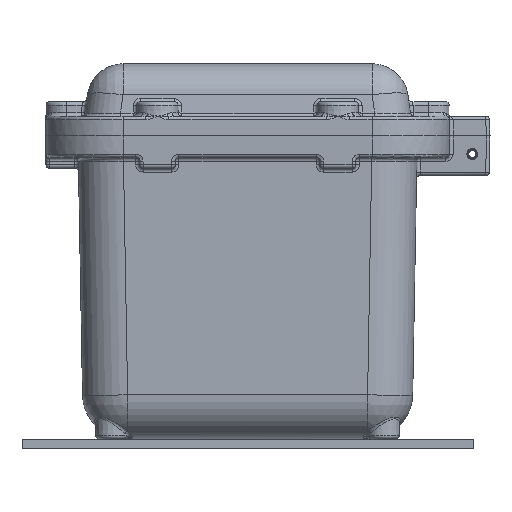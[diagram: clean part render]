
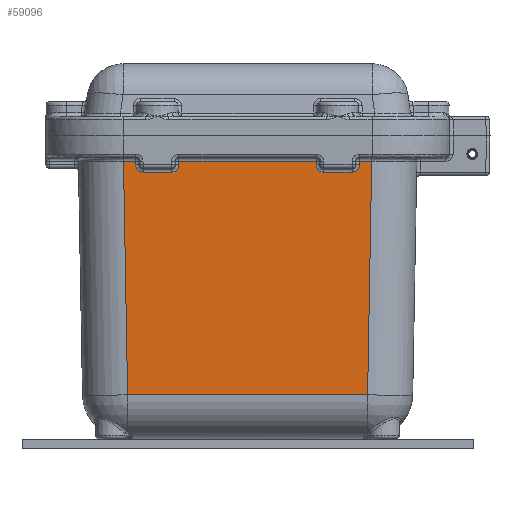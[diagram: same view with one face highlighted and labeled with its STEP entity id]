
A CAD part, front view. The second image highlights one B-rep face of the part: STEP entity #59096.
In plain terms, the highlighted planar face has unit normal (0, -1, -0.018).
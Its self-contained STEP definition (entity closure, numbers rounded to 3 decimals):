
#50453=CARTESIAN_POINT('',(-61.965,-193.756,-13.965));
#50454=VERTEX_POINT('',#50453);
#50479=CARTESIAN_POINT('',(-68.76,-193.756,-13.965));
#50480=VERTEX_POINT('',#50479);
#50488=CARTESIAN_POINT('',(-68.76,-193.756,-13.965));
#50489=DIRECTION('',(1.0,0.0,0.0));
#50490=VECTOR('',#50489,6.795);
#50491=LINE('',#50488,#50490);
#50492=EDGE_CURVE('',#50480,#50454,#50491,.T.);
#51041=CARTESIAN_POINT('',(-61.929,-193.72,-16.035));
#51042=VERTEX_POINT('',#51041);
#51050=CARTESIAN_POINT('',(-57.93,-193.652,-19.965));
#51051=VERTEX_POINT('',#51050);
#51052=CARTESIAN_POINT('',(-57.93,-193.721,-15.965));
#51053=DIRECTION('',(0.,-1.,-0.017));
#51054=DIRECTION('',(0.,0.017,-1.));
#51055=AXIS2_PLACEMENT_3D('',#51052,#51053,#51054);
#51056=ELLIPSE('',#51055,4.001,4.0);
#51057=EDGE_CURVE('',#51042,#51051,#51056,.T.);
#51075=CARTESIAN_POINT('',(-61.965,-193.756,-13.965));
#51076=DIRECTION('',(0.017,0.017,-1.));
#51077=VECTOR('',#51076,2.07);
#51078=LINE('',#51075,#51077);
#51079=EDGE_CURVE('',#50454,#51042,#51078,.T.);
#51287=CARTESIAN_POINT('',(-42.07,-193.652,-19.965));
#51288=VERTEX_POINT('',#51287);
#51289=CARTESIAN_POINT('',(-38.071,-193.72,-16.035));
#51290=VERTEX_POINT('',#51289);
#51291=CARTESIAN_POINT('',(-42.07,-193.721,-15.965));
#51292=DIRECTION('',(0.,-1.,-0.017));
#51293=DIRECTION('',(0.,0.017,-1.));
#51294=AXIS2_PLACEMENT_3D('',#51291,#51292,#51293);
#51295=ELLIPSE('',#51294,4.001,4.);
#51296=EDGE_CURVE('',#51288,#51290,#51295,.T.);
#51461=CARTESIAN_POINT('',(-38.035,-193.756,-13.965));
#51462=VERTEX_POINT('',#51461);
#51517=CARTESIAN_POINT('',(-38.071,-193.72,-16.035));
#51518=DIRECTION('',(0.017,-0.017,1.));
#51519=VECTOR('',#51518,2.07);
#51520=LINE('',#51517,#51519);
#51521=EDGE_CURVE('',#51290,#51462,#51520,.T.);
#51711=CARTESIAN_POINT('',(38.035,-193.756,-13.965));
#51712=VERTEX_POINT('',#51711);
#51736=CARTESIAN_POINT('',(-38.035,-193.756,-13.965));
#51737=DIRECTION('',(1.0,0.0,0.0));
#51738=VECTOR('',#51737,76.069);
#51739=LINE('',#51736,#51738);
#51740=EDGE_CURVE('',#51462,#51712,#51739,.T.);
#51981=CARTESIAN_POINT('',(38.071,-193.72,-16.035));
#51982=VERTEX_POINT('',#51981);
#51990=CARTESIAN_POINT('',(42.07,-193.652,-19.965));
#51991=VERTEX_POINT('',#51990);
#51992=CARTESIAN_POINT('',(42.07,-193.721,-15.965));
#51993=DIRECTION('',(0.0,-1.,-0.017));
#51994=DIRECTION('',(0.,0.017,-1.));
#51995=AXIS2_PLACEMENT_3D('',#51992,#51993,#51994);
#51996=ELLIPSE('',#51995,4.001,4.);
#51997=EDGE_CURVE('',#51982,#51991,#51996,.T.);
#52015=CARTESIAN_POINT('',(38.035,-193.756,-13.965));
#52016=DIRECTION('',(0.017,0.017,-1.));
#52017=VECTOR('',#52016,2.07);
#52018=LINE('',#52015,#52017);
#52019=EDGE_CURVE('',#51712,#51982,#52018,.T.);
#52227=CARTESIAN_POINT('',(57.93,-193.652,-19.965));
#52228=VERTEX_POINT('',#52227);
#52229=CARTESIAN_POINT('',(61.929,-193.72,-16.035));
#52230=VERTEX_POINT('',#52229);
#52231=CARTESIAN_POINT('',(57.93,-193.721,-15.965));
#52232=DIRECTION('',(0.,-1.,-0.017));
#52233=DIRECTION('',(0.,0.017,-1.));
#52234=AXIS2_PLACEMENT_3D('',#52231,#52232,#52233);
#52235=ELLIPSE('',#52234,4.001,4.);
#52236=EDGE_CURVE('',#52228,#52230,#52235,.T.);
#52388=CARTESIAN_POINT('',(61.965,-193.756,-13.965));
#52389=VERTEX_POINT('',#52388);
#52444=CARTESIAN_POINT('',(61.929,-193.72,-16.035));
#52445=DIRECTION('',(0.017,-0.017,1.));
#52446=VECTOR('',#52445,2.07);
#52447=LINE('',#52444,#52446);
#52448=EDGE_CURVE('',#52230,#52389,#52447,.T.);
#52695=CARTESIAN_POINT('',(68.76,-193.756,-13.965));
#52696=VERTEX_POINT('',#52695);
#52728=CARTESIAN_POINT('',(61.965,-193.756,-13.965));
#52729=DIRECTION('',(1.0,0.0,0.0));
#52730=VECTOR('',#52729,6.795);
#52731=LINE('',#52728,#52730);
#52732=EDGE_CURVE('',#52389,#52696,#52731,.T.);
#58559=CARTESIAN_POINT('',(42.07,-193.652,-19.965));
#58560=DIRECTION('',(1.0,0.0,0.0));
#58561=VECTOR('',#58560,15.86);
#58562=LINE('',#58559,#58561);
#58563=EDGE_CURVE('',#51991,#52228,#58562,.T.);
#58869=CARTESIAN_POINT('',(-57.93,-193.652,-19.965));
#58870=DIRECTION('',(1.0,0.0,0.0));
#58871=VECTOR('',#58870,15.86);
#58872=LINE('',#58869,#58871);
#58873=EDGE_CURVE('',#51051,#51288,#58872,.T.);
#59035=CARTESIAN_POINT('',(66.5,-191.496,-143.436));
#59036=VERTEX_POINT('',#59035);
#59037=CARTESIAN_POINT('',(68.76,-193.756,-13.965));
#59038=DIRECTION('',(-0.017,0.017,-1.));
#59039=VECTOR('',#59038,129.511);
#59040=LINE('',#59037,#59039);
#59041=EDGE_CURVE('',#52696,#59036,#59040,.T.);
#59061=CARTESIAN_POINT('',(-94.,-194.,0.0));
#59062=DIRECTION('',(0.0,-1.,-0.017));
#59063=DIRECTION('',(0.0,0.017,-1.));
#59064=AXIS2_PLACEMENT_3D('',#59061,#59062,#59063);
#59065=PLANE('',#59064);
#59066=ORIENTED_EDGE('',*,*,#52732,.F.);
#59067=ORIENTED_EDGE('',*,*,#52448,.F.);
#59068=ORIENTED_EDGE('',*,*,#52236,.F.);
#59069=ORIENTED_EDGE('',*,*,#58563,.F.);
#59070=ORIENTED_EDGE('',*,*,#51997,.F.);
#59071=ORIENTED_EDGE('',*,*,#52019,.F.);
#59072=ORIENTED_EDGE('',*,*,#51740,.F.);
#59073=ORIENTED_EDGE('',*,*,#51521,.F.);
#59074=ORIENTED_EDGE('',*,*,#51296,.F.);
#59075=ORIENTED_EDGE('',*,*,#58873,.F.);
#59076=ORIENTED_EDGE('',*,*,#51057,.F.);
#59077=ORIENTED_EDGE('',*,*,#51079,.F.);
#59078=ORIENTED_EDGE('',*,*,#50492,.F.);
#59079=CARTESIAN_POINT('',(-66.5,-191.496,-143.436));
#59080=VERTEX_POINT('',#59079);
#59081=CARTESIAN_POINT('',(-66.5,-191.496,-143.436));
#59082=DIRECTION('',(-0.017,-0.017,1.));
#59083=VECTOR('',#59082,129.511);
#59084=LINE('',#59081,#59083);
#59085=EDGE_CURVE('',#59080,#50480,#59084,.T.);
#59086=ORIENTED_EDGE('',*,*,#59085,.F.);
#59087=CARTESIAN_POINT('',(66.5,-191.496,-143.436));
#59088=DIRECTION('',(-1.0,0.0,0.0));
#59089=VECTOR('',#59088,133.);
#59090=LINE('',#59087,#59089);
#59091=EDGE_CURVE('',#59036,#59080,#59090,.T.);
#59092=ORIENTED_EDGE('',*,*,#59091,.F.);
#59093=ORIENTED_EDGE('',*,*,#59041,.F.);
#59094=EDGE_LOOP('',(#59066,#59067,#59068,#59069,#59070,#59071,#59072,#59073,#59074,#59075,#59076,#59077,#59078,#59086,#59092,#59093));
#59095=FACE_OUTER_BOUND('',#59094,.T.);
#59096=ADVANCED_FACE('',(#59095),#59065,.T.);
